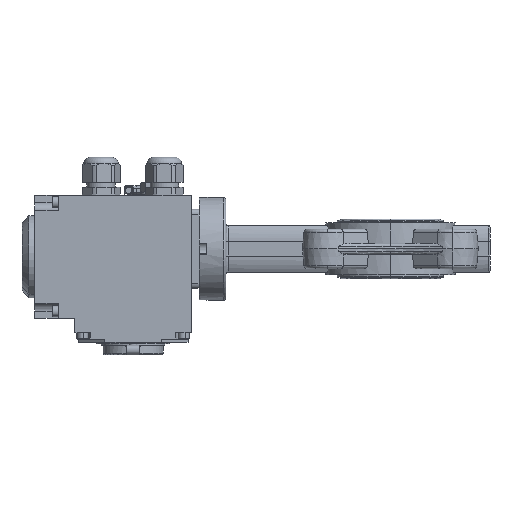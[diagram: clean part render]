
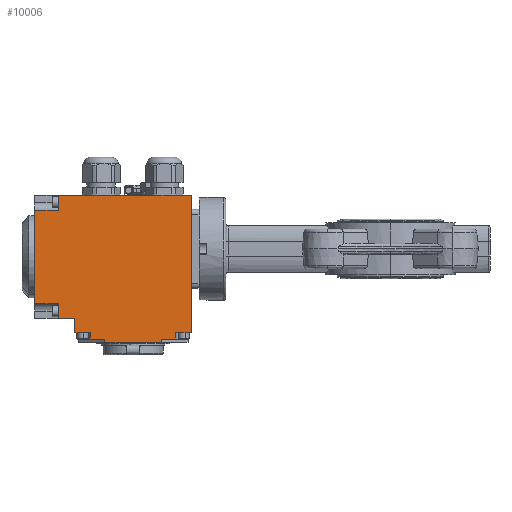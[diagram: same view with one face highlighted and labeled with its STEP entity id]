
A CAD part, left-side view. The second image highlights one B-rep face of the part: STEP entity #10006.
In plain terms, the highlighted planar face has unit normal (-1, 0, 0).
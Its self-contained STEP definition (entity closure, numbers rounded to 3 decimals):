
#407 = VERTEX_POINT ( 'NONE', #8513 ) ;
#662 = ORIENTED_EDGE ( 'NONE', *, *, #1187, .F. ) ;
#1052 = EDGE_CURVE ( 'NONE', #21502, #19909, #24154, .T. ) ;
#1187 = EDGE_CURVE ( 'NONE', #20740, #24237, #23761, .T. ) ;
#1660 = VERTEX_POINT ( 'NONE', #2094 ) ;
#1888 = DIRECTION ( 'NONE',  ( 0., 0., 1. ) ) ;
#2070 = DIRECTION ( 'NONE',  ( 0., 1., 0. ) ) ;
#2094 = CARTESIAN_POINT ( 'NONE',  ( -49., 180.529, -57. ) ) ;
#2530 = VECTOR ( 'NONE', #5681, 1000. ) ;
#2829 = LINE ( 'NONE', #5593, #14909 ) ;
#3006 = CARTESIAN_POINT ( 'NONE',  ( -49., 225., -44. ) ) ;
#3081 = LINE ( 'NONE', #17044, #30952 ) ;
#3255 = DIRECTION ( 'NONE',  ( 0., 0., 1. ) ) ;
#3553 = DIRECTION ( 'NONE',  ( 0., 0., 1. ) ) ;
#3569 = LINE ( 'NONE', #7913, #26189 ) ;
#3628 = ORIENTED_EDGE ( 'NONE', *, *, #6715, .F. ) ;
#4356 = CARTESIAN_POINT ( 'NONE',  ( -49., 135.75, -53. ) ) ;
#4428 = VERTEX_POINT ( 'NONE', #19769 ) ;
#4526 = CARTESIAN_POINT ( 'NONE',  ( -49., 225., -44. ) ) ;
#4650 = VECTOR ( 'NONE', #16711, 1000. ) ;
#4754 = EDGE_CURVE ( 'NONE', #9720, #9535, #2829, .T. ) ;
#4831 = EDGE_CURVE ( 'NONE', #12088, #6870, #3569, .T. ) ;
#5082 = LINE ( 'NONE', #24078, #20203 ) ;
#5293 = FACE_OUTER_BOUND ( 'NONE', #19087, .T. ) ;
#5593 = CARTESIAN_POINT ( 'NONE',  ( -49., 135.75, -59. ) ) ;
#5622 = EDGE_CURVE ( 'NONE', #12455, #20740, #6973, .T. ) ;
#5681 = DIRECTION ( 'NONE',  ( 0., 0., 1. ) ) ;
#6180 = LINE ( 'NONE', #31081, #28790 ) ;
#6477 = CARTESIAN_POINT ( 'NONE',  ( -49., 144.971, -57. ) ) ;
#6518 = LINE ( 'NONE', #19477, #15574 ) ;
#6536 = DIRECTION ( 'NONE',  ( 1., 0., 0. ) ) ;
#6715 = EDGE_CURVE ( 'NONE', #30890, #4428, #6180, .T. ) ;
#6870 = VERTEX_POINT ( 'NONE', #18698 ) ;
#6973 = LINE ( 'NONE', #18365, #19799 ) ;
#7024 = DIRECTION ( 'NONE',  ( 0., 0., -1. ) ) ;
#7210 = ORIENTED_EDGE ( 'NONE', *, *, #11679, .F. ) ;
#7654 = EDGE_CURVE ( 'NONE', #1660, #24237, #6518, .T. ) ;
#7684 = EDGE_CURVE ( 'NONE', #407, #14970, #21644, .T. ) ;
#7913 = CARTESIAN_POINT ( 'NONE',  ( -49., 210., -44. ) ) ;
#8195 = VERTEX_POINT ( 'NONE', #12061 ) ;
#8227 = ORIENTED_EDGE ( 'NONE', *, *, #21721, .F. ) ;
#8403 = AXIS2_PLACEMENT_3D ( 'NONE', #4526, #6536, #18700 ) ;
#8513 = CARTESIAN_POINT ( 'NONE',  ( -49., 210., 24.5 ) ) ;
#8946 = LINE ( 'NONE', #17930, #2530 ) ;
#9192 = ORIENTED_EDGE ( 'NONE', *, *, #4754, .T. ) ;
#9440 = VECTOR ( 'NONE', #3553, 1000. ) ;
#9535 = VERTEX_POINT ( 'NONE', #4356 ) ;
#9720 = VERTEX_POINT ( 'NONE', #26974 ) ;
#9749 = CARTESIAN_POINT ( 'NONE',  ( -49., 144.971, -57. ) ) ;
#9956 = DIRECTION ( 'NONE',  ( 0., 0., 1. ) ) ;
#10006 = ADVANCED_FACE ( 'NONE', ( #5293 ), #25898, .F. ) ;
#10317 = VERTEX_POINT ( 'NONE', #18160 ) ;
#10831 = CARTESIAN_POINT ( 'NONE',  ( -49., 189.75, -57. ) ) ;
#11199 = CARTESIAN_POINT ( 'NONE',  ( -49., 225., -34.5 ) ) ;
#11209 = ORIENTED_EDGE ( 'NONE', *, *, #23384, .F. ) ;
#11303 = EDGE_CURVE ( 'NONE', #10317, #8195, #18055, .T. ) ;
#11334 = EDGE_CURVE ( 'NONE', #21502, #12088, #18453, .T. ) ;
#11480 = CARTESIAN_POINT ( 'NONE',  ( -49., 144.971, -59. ) ) ;
#11571 = CARTESIAN_POINT ( 'NONE',  ( -49., 199.5, -53. ) ) ;
#11679 = EDGE_CURVE ( 'NONE', #14633, #19943, #8946, .T. ) ;
#11821 = EDGE_CURVE ( 'NONE', #14970, #8195, #26248, .T. ) ;
#12061 = CARTESIAN_POINT ( 'NONE',  ( -49., 126., 34. ) ) ;
#12088 = VERTEX_POINT ( 'NONE', #15765 ) ;
#12365 = DIRECTION ( 'NONE',  ( 0., 1., 0. ) ) ;
#12455 = VERTEX_POINT ( 'NONE', #9749 ) ;
#12498 = ORIENTED_EDGE ( 'NONE', *, *, #5622, .F. ) ;
#12651 = DIRECTION ( 'NONE',  ( 0., 0., -1. ) ) ;
#13370 = CARTESIAN_POINT ( 'NONE',  ( -49., 225., -44. ) ) ;
#13516 = VECTOR ( 'NONE', #1888, 1000. ) ;
#14437 = CARTESIAN_POINT ( 'NONE',  ( -49., 189.75, -59. ) ) ;
#14576 = DIRECTION ( 'NONE',  ( 0., -1., 0. ) ) ;
#14581 = CARTESIAN_POINT ( 'NONE',  ( -49., 225., 24.5 ) ) ;
#14609 = DIRECTION ( 'NONE',  ( 0., 0., 1. ) ) ;
#14633 = VERTEX_POINT ( 'NONE', #11571 ) ;
#14749 = VECTOR ( 'NONE', #27109, 1000. ) ;
#14909 = VECTOR ( 'NONE', #3255, 1000. ) ;
#14970 = VERTEX_POINT ( 'NONE', #18635 ) ;
#14980 = EDGE_CURVE ( 'NONE', #12455, #9720, #24535, .T. ) ;
#15189 = EDGE_CURVE ( 'NONE', #30890, #1660, #3081, .T. ) ;
#15574 = VECTOR ( 'NONE', #29120, 1000. ) ;
#15611 = LINE ( 'NONE', #21655, #4650 ) ;
#15765 = CARTESIAN_POINT ( 'NONE',  ( -49., 210., -34.5 ) ) ;
#15804 = DIRECTION ( 'NONE',  ( 0., -1., 0. ) ) ;
#16252 = VECTOR ( 'NONE', #2070, 1000. ) ;
#16711 = DIRECTION ( 'NONE',  ( 0., 1., 0. ) ) ;
#17044 = CARTESIAN_POINT ( 'NONE',  ( -49., 180.529, -57. ) ) ;
#17930 = CARTESIAN_POINT ( 'NONE',  ( -49., 199.5, -53. ) ) ;
#18055 = LINE ( 'NONE', #25700, #13516 ) ;
#18160 = CARTESIAN_POINT ( 'NONE',  ( -49., 126., -53. ) ) ;
#18365 = CARTESIAN_POINT ( 'NONE',  ( -49., 144.971, -33. ) ) ;
#18453 = LINE ( 'NONE', #11199, #23673 ) ;
#18606 = DIRECTION ( 'NONE',  ( 0., -1., 0. ) ) ;
#18635 = CARTESIAN_POINT ( 'NONE',  ( -49., 210., 34. ) ) ;
#18698 = CARTESIAN_POINT ( 'NONE',  ( -49., 210., -44. ) ) ;
#18700 = DIRECTION ( 'NONE',  ( 0., -1., 0. ) ) ;
#19087 = EDGE_LOOP ( 'NONE', ( #20274, #7210, #11209, #3628, #22170, #30338, #662, #12498, #24192, #9192, #8227, #21986, #27302, #22335, #25484, #19703, #20621, #28786 ) ) ;
#19477 = CARTESIAN_POINT ( 'NONE',  ( -49., 180.529, -33. ) ) ;
#19703 = ORIENTED_EDGE ( 'NONE', *, *, #1052, .F. ) ;
#19769 = CARTESIAN_POINT ( 'NONE',  ( -49., 189.75, -53. ) ) ;
#19799 = VECTOR ( 'NONE', #7024, 1000. ) ;
#19909 = VERTEX_POINT ( 'NONE', #14581 ) ;
#19943 = VERTEX_POINT ( 'NONE', #26565 ) ;
#20203 = VECTOR ( 'NONE', #28689, 1000. ) ;
#20274 = ORIENTED_EDGE ( 'NONE', *, *, #29836, .T. ) ;
#20431 = VECTOR ( 'NONE', #20731, 1000. ) ;
#20621 = ORIENTED_EDGE ( 'NONE', *, *, #11334, .T. ) ;
#20731 = DIRECTION ( 'NONE',  ( 0., -1., 0. ) ) ;
#20740 = VERTEX_POINT ( 'NONE', #11480 ) ;
#21172 = LINE ( 'NONE', #3006, #14749 ) ;
#21502 = VERTEX_POINT ( 'NONE', #28034 ) ;
#21644 = LINE ( 'NONE', #29218, #23106 ) ;
#21655 = CARTESIAN_POINT ( 'NONE',  ( -49., 199.5, -53. ) ) ;
#21660 = LINE ( 'NONE', #24451, #26136 ) ;
#21721 = EDGE_CURVE ( 'NONE', #10317, #9535, #15611, .T. ) ;
#21986 = ORIENTED_EDGE ( 'NONE', *, *, #11303, .T. ) ;
#22170 = ORIENTED_EDGE ( 'NONE', *, *, #15189, .T. ) ;
#22335 = ORIENTED_EDGE ( 'NONE', *, *, #7684, .F. ) ;
#22766 = EDGE_CURVE ( 'NONE', #407, #19909, #5082, .T. ) ;
#23106 = VECTOR ( 'NONE', #14609, 1000. ) ;
#23384 = EDGE_CURVE ( 'NONE', #4428, #14633, #21660, .T. ) ;
#23673 = VECTOR ( 'NONE', #18606, 1000. ) ;
#23761 = LINE ( 'NONE', #14437, #16252 ) ;
#24078 = CARTESIAN_POINT ( 'NONE',  ( -49., 225., 24.5 ) ) ;
#24154 = LINE ( 'NONE', #13370, #9440 ) ;
#24192 = ORIENTED_EDGE ( 'NONE', *, *, #14980, .T. ) ;
#24237 = VERTEX_POINT ( 'NONE', #31175 ) ;
#24451 = CARTESIAN_POINT ( 'NONE',  ( -49., 199.5, -53. ) ) ;
#24535 = LINE ( 'NONE', #6477, #20431 ) ;
#24745 = VECTOR ( 'NONE', #15804, 1000. ) ;
#25484 = ORIENTED_EDGE ( 'NONE', *, *, #22766, .T. ) ;
#25700 = CARTESIAN_POINT ( 'NONE',  ( -49., 126., -53. ) ) ;
#25898 = PLANE ( 'NONE',  #8403 ) ;
#26136 = VECTOR ( 'NONE', #12365, 1000. ) ;
#26189 = VECTOR ( 'NONE', #12651, 1000. ) ;
#26248 = LINE ( 'NONE', #28199, #24745 ) ;
#26565 = CARTESIAN_POINT ( 'NONE',  ( -49., 199.5, -44. ) ) ;
#26974 = CARTESIAN_POINT ( 'NONE',  ( -49., 135.75, -57. ) ) ;
#27109 = DIRECTION ( 'NONE',  ( 0., -1., 0. ) ) ;
#27302 = ORIENTED_EDGE ( 'NONE', *, *, #11821, .F. ) ;
#28034 = CARTESIAN_POINT ( 'NONE',  ( -49., 225., -34.5 ) ) ;
#28199 = CARTESIAN_POINT ( 'NONE',  ( -49., 225., 34. ) ) ;
#28689 = DIRECTION ( 'NONE',  ( 0., 1., 0. ) ) ;
#28786 = ORIENTED_EDGE ( 'NONE', *, *, #4831, .T. ) ;
#28790 = VECTOR ( 'NONE', #9956, 1000. ) ;
#29120 = DIRECTION ( 'NONE',  ( 0., 0., -1. ) ) ;
#29218 = CARTESIAN_POINT ( 'NONE',  ( -49., 210., -44. ) ) ;
#29836 = EDGE_CURVE ( 'NONE', #6870, #19943, #21172, .T. ) ;
#30338 = ORIENTED_EDGE ( 'NONE', *, *, #7654, .T. ) ;
#30890 = VERTEX_POINT ( 'NONE', #10831 ) ;
#30952 = VECTOR ( 'NONE', #14576, 1000. ) ;
#31081 = CARTESIAN_POINT ( 'NONE',  ( -49., 189.75, -59. ) ) ;
#31175 = CARTESIAN_POINT ( 'NONE',  ( -49., 180.529, -59. ) ) ;
